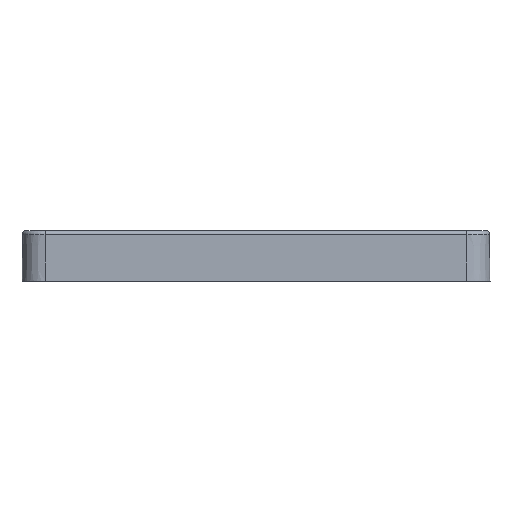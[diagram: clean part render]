
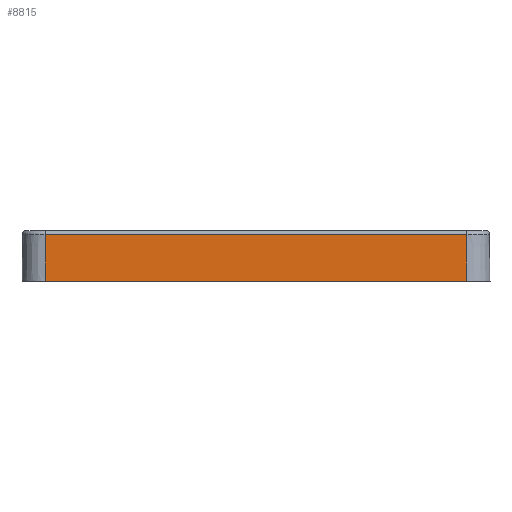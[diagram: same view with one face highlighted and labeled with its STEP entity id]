
A CAD part, front view. The second image highlights one B-rep face of the part: STEP entity #8815.
In plain terms, the highlighted planar face has unit normal (0, -1, 0.009).
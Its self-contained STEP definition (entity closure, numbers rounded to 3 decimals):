
#482 = ORIENTED_EDGE ( 'NONE', *, *, #1663, .T. ) ;
#596 = DIRECTION ( 'NONE',  ( 0., 0.009, 1. ) ) ;
#1295 = VERTEX_POINT ( 'NONE', #7864 ) ;
#1663 = EDGE_CURVE ( 'NONE', #1811, #7559, #7547, .T. ) ;
#1709 = DIRECTION ( 'NONE',  ( 0., -0.009, -1. ) ) ;
#1741 = CARTESIAN_POINT ( 'NONE',  ( -27.1, -30.1, -6.5 ) ) ;
#1811 = VERTEX_POINT ( 'NONE', #6368 ) ;
#2388 = CARTESIAN_POINT ( 'NONE',  ( 27.1, -30.1, -6.5 ) ) ;
#2611 = VECTOR ( 'NONE', #9432, 1000. ) ;
#2731 = CARTESIAN_POINT ( 'NONE',  ( -30.1, -30.1, -6.5 ) ) ;
#3192 = CARTESIAN_POINT ( 'NONE',  ( -27.1, -30.048, -0.496 ) ) ;
#3195 = AXIS2_PLACEMENT_3D ( 'NONE', #10363, #9512, #4170 ) ;
#3900 = LINE ( 'NONE', #2388, #7516 ) ;
#4170 = DIRECTION ( 'NONE',  ( -1., 0., 0. ) ) ;
#4573 = LINE ( 'NONE', #2731, #4992 ) ;
#4616 = EDGE_CURVE ( 'NONE', #7460, #1811, #6499, .T. ) ;
#4992 = VECTOR ( 'NONE', #11580, 1000. ) ;
#5442 = VECTOR ( 'NONE', #1709, 1000. ) ;
#5591 = CARTESIAN_POINT ( 'NONE',  ( -27.1, -30.1, -6.5 ) ) ;
#6275 = EDGE_LOOP ( 'NONE', ( #11246, #10284, #482, #8758 ) ) ;
#6368 = CARTESIAN_POINT ( 'NONE',  ( -27.1, -30.048, -0.496 ) ) ;
#6499 = LINE ( 'NONE', #3192, #2611 ) ;
#7181 = EDGE_CURVE ( 'NONE', #1295, #7460, #3900, .T. ) ;
#7460 = VERTEX_POINT ( 'NONE', #8264 ) ;
#7516 = VECTOR ( 'NONE', #596, 1000. ) ;
#7547 = LINE ( 'NONE', #1741, #5442 ) ;
#7559 = VERTEX_POINT ( 'NONE', #5591 ) ;
#7864 = CARTESIAN_POINT ( 'NONE',  ( 27.1, -30.1, -6.5 ) ) ;
#7920 = EDGE_CURVE ( 'NONE', #7559, #1295, #4573, .T. ) ;
#8264 = CARTESIAN_POINT ( 'NONE',  ( 27.1, -30.048, -0.496 ) ) ;
#8501 = PLANE ( 'NONE',  #3195 ) ;
#8758 = ORIENTED_EDGE ( 'NONE', *, *, #7920, .T. ) ;
#8815 = ADVANCED_FACE ( 'NONE', ( #9534 ), #8501, .T. ) ;
#9432 = DIRECTION ( 'NONE',  ( -1., 0., 0. ) ) ;
#9512 = DIRECTION ( 'NONE',  ( 0., -1., 0.009 ) ) ;
#9534 = FACE_OUTER_BOUND ( 'NONE', #6275, .T. ) ;
#10284 = ORIENTED_EDGE ( 'NONE', *, *, #4616, .T. ) ;
#10363 = CARTESIAN_POINT ( 'NONE',  ( -30.1, -30.1, -6.5 ) ) ;
#11246 = ORIENTED_EDGE ( 'NONE', *, *, #7181, .T. ) ;
#11580 = DIRECTION ( 'NONE',  ( 1., 0., 0. ) ) ;
